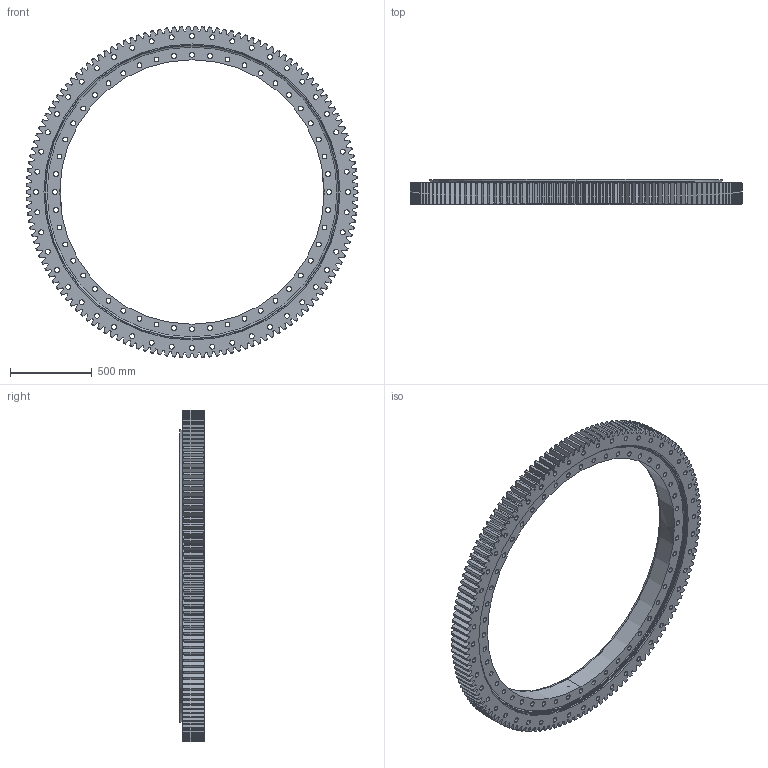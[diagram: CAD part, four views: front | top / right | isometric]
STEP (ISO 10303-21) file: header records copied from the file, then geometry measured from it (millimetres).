
FILE_DESCRIPTION (( 'STEP AP203' ), '1' );
FILE_NAME ('06-1790-09.STEP', '2017-12-27T08:51:19', ( 'defontaine' ), ( 'Hewlett-Packard Company' ), 'SwSTEP 2.0', 'SolidWorks 2016', '' );
FILE_SCHEMA (( 'CONFIG_CONTROL_DESIGN' ));
Products named in the file (1): 06-1790-09
Bounding box: 2026.99 x 150 x 2026.76 mm (x, y, z)
Volume: 118994515.7 mm3; surface area: 7654289.5 mm2
Topology: 5 solids, 5 shells, 1141 faces, 3352 edges, 2223 vertices
Faces by surface type: cylinder 505, cone 308, plane 300, torus 28
Entity records: 39962 total; most frequent: CARTESIAN_POINT 8997, ORIENTED_EDGE 6704, DIRECTION 6383, EDGE_CURVE 3352, AXIS2_PLACEMENT_3D 2505, VERTEX_POINT 2223, VECTOR 1373, LINE 1373
